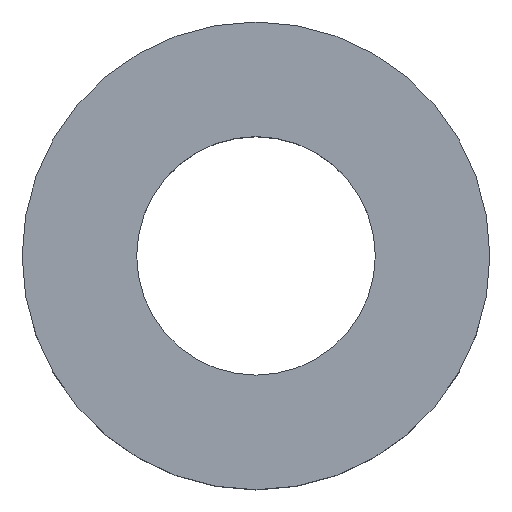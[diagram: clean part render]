
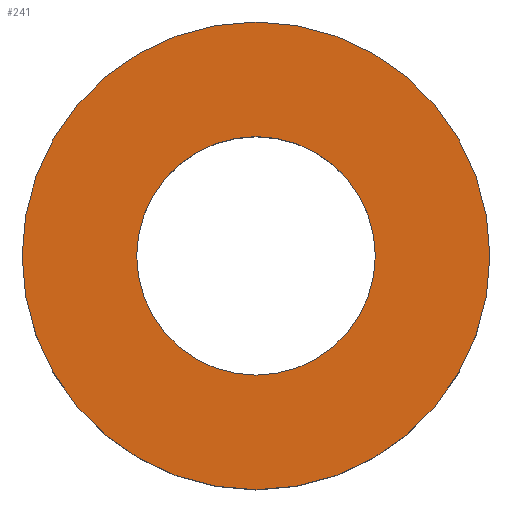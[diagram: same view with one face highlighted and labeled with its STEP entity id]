
A CAD part, top view. The second image highlights one B-rep face of the part: STEP entity #241.
In plain terms, the highlighted planar face has unit normal (0, 0, 1).
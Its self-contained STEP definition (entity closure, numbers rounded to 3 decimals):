
#19 = DIRECTION ( 'NONE',  ( 0., 0., 1. ) ) ;
#20 = PLANE ( 'NONE',  #113 ) ;
#25 = DIRECTION ( 'NONE',  ( 1., 0., 0. ) ) ;
#27 = CIRCLE ( 'NONE', #227, 5. ) ;
#48 = AXIS2_PLACEMENT_3D ( 'NONE', #208, #19, #174 ) ;
#53 = VERTEX_POINT ( 'NONE', #99 ) ;
#58 = DIRECTION ( 'NONE',  ( 0., 0., 1. ) ) ;
#63 = AXIS2_PLACEMENT_3D ( 'NONE', #209, #58, #76 ) ;
#71 = VERTEX_POINT ( 'NONE', #140 ) ;
#76 = DIRECTION ( 'NONE',  ( 1., 0., 0. ) ) ;
#77 = CIRCLE ( 'NONE', #48, 5. ) ;
#82 = EDGE_LOOP ( 'NONE', ( #135, #187 ) ) ;
#86 = CARTESIAN_POINT ( 'NONE',  ( 0., 0., 3. ) ) ;
#90 = EDGE_CURVE ( 'NONE', #166, #71, #132, .T. ) ;
#97 = AXIS2_PLACEMENT_3D ( 'NONE', #108, #195, #25 ) ;
#99 = CARTESIAN_POINT ( 'NONE',  ( 5., 0., 3. ) ) ;
#100 = EDGE_CURVE ( 'NONE', #244, #53, #27, .T. ) ;
#108 = CARTESIAN_POINT ( 'NONE',  ( 0., 0., 3. ) ) ;
#110 = EDGE_CURVE ( 'NONE', #53, #244, #77, .T. ) ;
#113 = AXIS2_PLACEMENT_3D ( 'NONE', #86, #238, #215 ) ;
#132 = CIRCLE ( 'NONE', #63, 2.55 ) ;
#135 = ORIENTED_EDGE ( 'NONE', *, *, #217, .F. ) ;
#139 = DIRECTION ( 'NONE',  ( 1., 0., 0. ) ) ;
#140 = CARTESIAN_POINT ( 'NONE',  ( -2.55, 0., 3. ) ) ;
#144 = CARTESIAN_POINT ( 'NONE',  ( 2.55, 0., 3. ) ) ;
#155 = EDGE_LOOP ( 'NONE', ( #239, #240 ) ) ;
#166 = VERTEX_POINT ( 'NONE', #144 ) ;
#174 = DIRECTION ( 'NONE',  ( 1., 0., 0. ) ) ;
#187 = ORIENTED_EDGE ( 'NONE', *, *, #90, .F. ) ;
#189 = CARTESIAN_POINT ( 'NONE',  ( 0., 0., 3. ) ) ;
#193 = FACE_BOUND ( 'NONE', #82, .T. ) ;
#195 = DIRECTION ( 'NONE',  ( 0., 0., 1. ) ) ;
#208 = CARTESIAN_POINT ( 'NONE',  ( 0., 0., 3. ) ) ;
#209 = CARTESIAN_POINT ( 'NONE',  ( 0., 0., 3. ) ) ;
#213 = CIRCLE ( 'NONE', #97, 2.55 ) ;
#215 = DIRECTION ( 'NONE',  ( 1., 0., 0. ) ) ;
#216 = CARTESIAN_POINT ( 'NONE',  ( -5., 0., 3. ) ) ;
#217 = EDGE_CURVE ( 'NONE', #71, #166, #213, .T. ) ;
#223 = DIRECTION ( 'NONE',  ( 0., 0., 1. ) ) ;
#227 = AXIS2_PLACEMENT_3D ( 'NONE', #189, #223, #139 ) ;
#236 = FACE_OUTER_BOUND ( 'NONE', #155, .T. ) ;
#238 = DIRECTION ( 'NONE',  ( 0., 0., 1. ) ) ;
#239 = ORIENTED_EDGE ( 'NONE', *, *, #100, .T. ) ;
#240 = ORIENTED_EDGE ( 'NONE', *, *, #110, .T. ) ;
#241 = ADVANCED_FACE ( 'NONE', ( #236, #193 ), #20, .T. ) ;
#244 = VERTEX_POINT ( 'NONE', #216 ) ;
